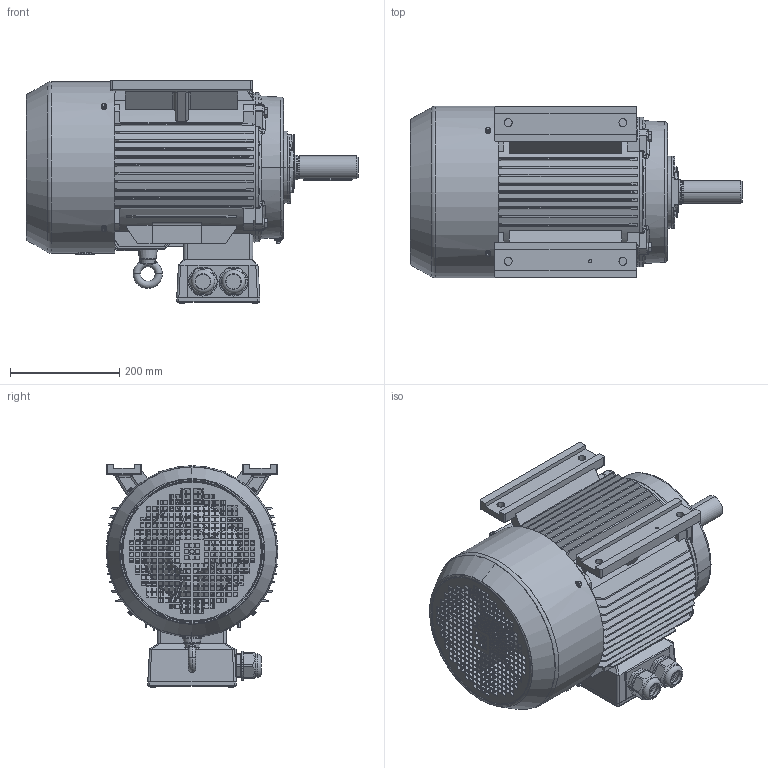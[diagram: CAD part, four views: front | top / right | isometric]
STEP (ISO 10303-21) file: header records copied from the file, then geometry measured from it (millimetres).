
FILE_DESCRIPTION(/* description */ (''),/* implementation_level */ '2;1');
FILE_NAME(/* name */ 'JM1-160M-B3.stp',/* time_stamp */ '2018-12-30T15:42:59+08:00',/* author */ (''),/* organization */ (''),/* preprocessor_version */ 'ST-DEVELOPER v16.7',/* originating_system */ 'SIEMENS PLM Software NX 12.0',/* authorisation */ '');
FILE_SCHEMA (('AP203_CONFIGURATION_CONTROLLED_3D_DESIGN_OF_MECHANICAL_PARTS_AND_ASSEMBLIES_MIM_LF { 1 0 10303 403 2 1 2}'));
Length unit declared in the file: millimetre
Products named in the file (1): JM1-160M-B3
Bounding box: 607.95 x 314 x 410 mm (x, y, z)
Volume: 7986280.5 mm3; surface area: 2524917.1 mm2
Topology: 63 solids, 63 shells, 4617 faces, 12193 edges, 7838 vertices
Faces by surface type: plane 2496, cylinder 1091, torus 444, cone 348, bspline 208, sphere 30
Full cylindrical faces by diameter (mm): 2 x2, 4.48 x8, 5 x8, 5.3 x4, 5.35 x8, 6 x8, 7 x8, 9.026 x8, 10 x15, 11.2 x8, 16 x1, 27.5 x2, 32.5 x4, 38.75 x12, 40 x4, 41.25 x12, 43.125 x2, 53.125 x2, 311 x1, 314 x1
Entity records: 167969 total; most frequent: CARTESIAN_POINT 44587, ORIENTED_EDGE 23644, DIRECTION 22071, EDGE_CURVE 11822, VERTEX_POINT 7711, AXIS2_PLACEMENT_3D 7565, LINE 6941, VECTOR 6941
